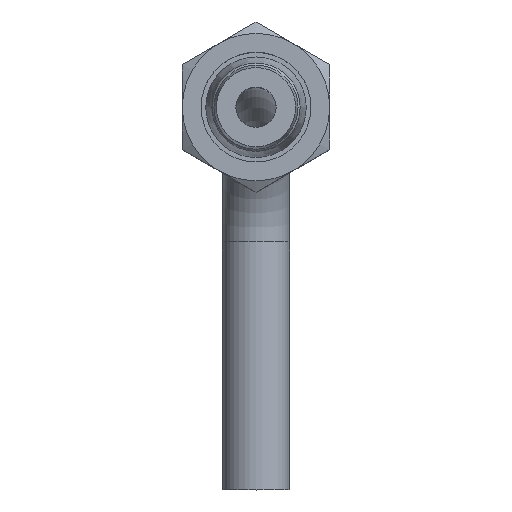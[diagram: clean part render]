
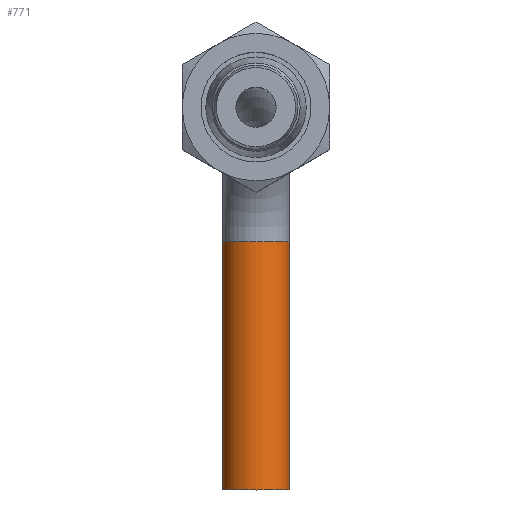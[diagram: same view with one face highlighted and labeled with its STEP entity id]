
A CAD part, top view. The second image highlights one B-rep face of the part: STEP entity #771.
In plain terms, the highlighted cylindrical face has radius 5 mm (diameter 10 mm), a full revolution.
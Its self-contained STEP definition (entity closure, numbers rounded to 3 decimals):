
#41=CYLINDRICAL_SURFACE('',#844,5.);
#199=ORIENTED_EDGE('',*,*,#261,.F.);
#200=ORIENTED_EDGE('',*,*,#263,.T.);
#261=EDGE_CURVE('',#304,#304,#335,.T.);
#263=EDGE_CURVE('',#306,#306,#337,.T.);
#304=VERTEX_POINT('',#1200);
#306=VERTEX_POINT('',#1206);
#335=CIRCLE('',#841,5.);
#337=CIRCLE('',#845,5.);
#392=EDGE_LOOP('',(#199));
#393=EDGE_LOOP('',(#200));
#450=FACE_BOUND('',#392,.T.);
#451=FACE_BOUND('',#393,.T.);
#771=ADVANCED_FACE('',(#450,#451),#41,.T.);
#841=AXIS2_PLACEMENT_3D('',#1199,#981,#982);
#844=AXIS2_PLACEMENT_3D('',#1204,#987,#988);
#845=AXIS2_PLACEMENT_3D('',#1205,#989,#990);
#981=DIRECTION('',(0.,1.,0.));
#982=DIRECTION('',(1.,0.,0.));
#987=DIRECTION('',(0.,-1.,0.));
#988=DIRECTION('',(0.,0.,-1.));
#989=DIRECTION('',(0.,1.,0.));
#990=DIRECTION('',(1.,0.,0.));
#1199=CARTESIAN_POINT('',(0.,-20.,-68.));
#1200=CARTESIAN_POINT('',(5.,-20.,-68.));
#1204=CARTESIAN_POINT('',(0.,-20.,-68.));
#1205=CARTESIAN_POINT('',(0.,-57.,-68.));
#1206=CARTESIAN_POINT('',(5.,-57.,-68.));
